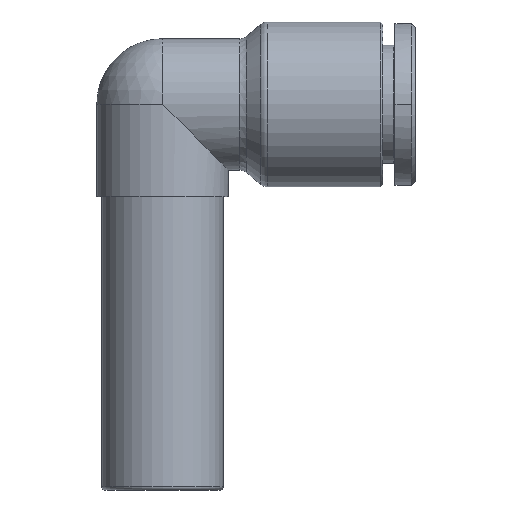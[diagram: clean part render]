
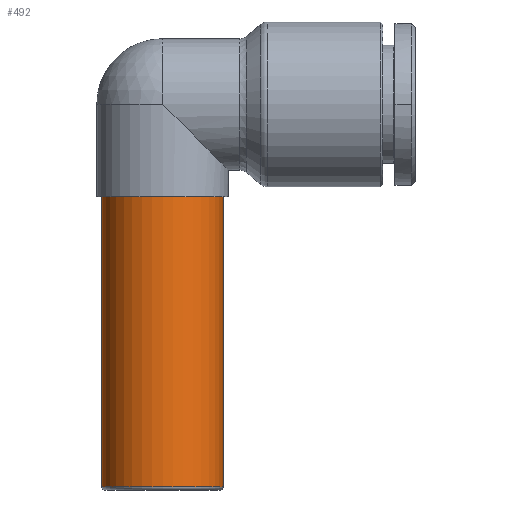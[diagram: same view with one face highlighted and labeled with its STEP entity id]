
A CAD part, front view. The second image highlights one B-rep face of the part: STEP entity #492.
In plain terms, the highlighted cylindrical face has radius 6 mm (diameter 12 mm), a partial arc.
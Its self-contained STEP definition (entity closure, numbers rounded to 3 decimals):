
#451=CARTESIAN_POINT('',(-9.233,0.,-23.65));
#452=DIRECTION('',(0.,0.,1.0));
#453=DIRECTION('',(-1.0,0.0,0.0));
#454=AXIS2_PLACEMENT_3D('',#451,#452,#453);
#455=CYLINDRICAL_SURFACE('',#454,6.);
#456=CARTESIAN_POINT('',(-15.233,0.,-37.85));
#457=VERTEX_POINT('',#456);
#458=CARTESIAN_POINT('',(-15.233,0.,-9.15));
#459=VERTEX_POINT('',#458);
#460=CARTESIAN_POINT('',(-15.233,0.,-37.85));
#461=DIRECTION('',(0.0,0.0,1.0));
#462=VECTOR('',#461,28.7);
#463=LINE('',#460,#462);
#464=EDGE_CURVE('',#457,#459,#463,.T.);
#465=ORIENTED_EDGE('',*,*,#464,.F.);
#466=CARTESIAN_POINT('',(-3.233,0.,-37.85));
#467=VERTEX_POINT('',#466);
#468=CARTESIAN_POINT('',(-9.233,0.,-37.85));
#469=DIRECTION('',(0.0,0.0,-1.0));
#470=DIRECTION('',(1.0,0.0,0.0));
#471=AXIS2_PLACEMENT_3D('',#468,#469,#470);
#472=CIRCLE('',#471,6.);
#473=EDGE_CURVE('',#467,#457,#472,.T.);
#474=ORIENTED_EDGE('',*,*,#473,.F.);
#475=CARTESIAN_POINT('',(-3.233,0.,-9.15));
#476=VERTEX_POINT('',#475);
#477=CARTESIAN_POINT('',(-3.233,0.,-9.15));
#478=DIRECTION('',(0.0,0.0,-1.0));
#479=VECTOR('',#478,28.7);
#480=LINE('',#477,#479);
#481=EDGE_CURVE('',#476,#467,#480,.T.);
#482=ORIENTED_EDGE('',*,*,#481,.F.);
#483=CARTESIAN_POINT('',(-9.233,0.,-9.15));
#484=DIRECTION('',(0.0,0.0,1.0));
#485=DIRECTION('',(-1.0,0.0,0.0));
#486=AXIS2_PLACEMENT_3D('',#483,#484,#485);
#487=CIRCLE('',#486,6.);
#488=EDGE_CURVE('',#459,#476,#487,.T.);
#489=ORIENTED_EDGE('',*,*,#488,.F.);
#490=EDGE_LOOP('',(#465,#474,#482,#489));
#491=FACE_OUTER_BOUND('',#490,.T.);
#492=ADVANCED_FACE('',(#491),#455,.T.);
